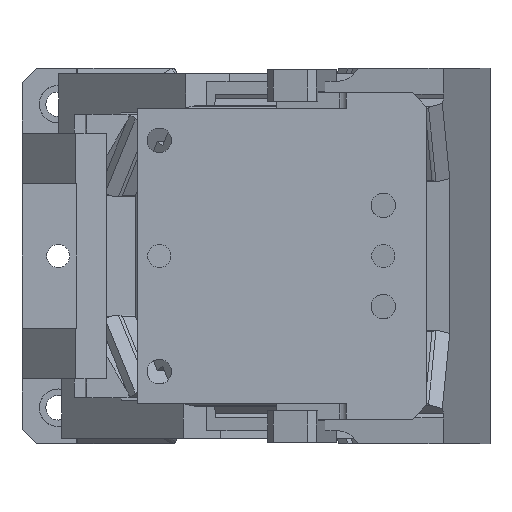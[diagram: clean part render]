
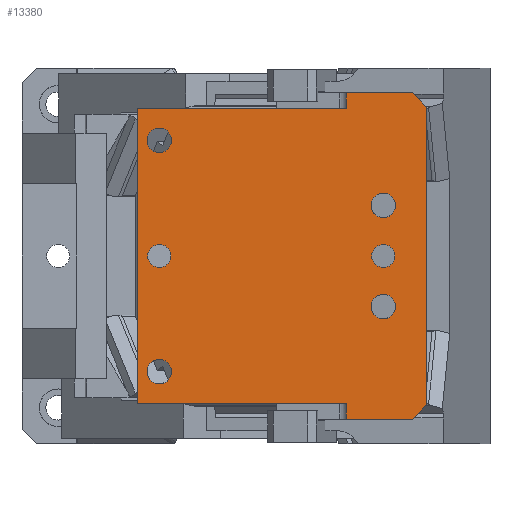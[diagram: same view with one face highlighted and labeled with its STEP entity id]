
A CAD part, front view. The second image highlights one B-rep face of the part: STEP entity #13380.
In plain terms, the highlighted planar face has unit normal (0, -1, 0).
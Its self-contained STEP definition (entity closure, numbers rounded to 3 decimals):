
#12379=CARTESIAN_POINT('Vertex',(-240.,-120.,-102.)) ;
#12414=CARTESIAN_POINT('Vertex',(-95.502,-120.,-102.)) ;
#12417=CARTESIAN_POINT('Line Origine',(-167.751,-120.,-102.)) ;
#12466=CARTESIAN_POINT('Vertex',(-50.,-120.,-113.)) ;
#12469=CARTESIAN_POINT('Line Origine',(-72.751,-120.,-113.)) ;
#12473=CARTESIAN_POINT('Vertex',(-95.502,-120.,-113.)) ;
#12530=CARTESIAN_POINT('Vertex',(-40.,-120.,-103.)) ;
#12533=CARTESIAN_POINT('Line Origine',(-45.,-120.,-108.)) ;
#12563=CARTESIAN_POINT('Vertex',(-40.,-120.,103.)) ;
#12566=CARTESIAN_POINT('Line Origine',(-40.,-120.,0.)) ;
#12710=CARTESIAN_POINT('Line Origine',(-240.,-120.,0.)) ;
#12714=CARTESIAN_POINT('Vertex',(-240.,-120.,102.)) ;
#13217=CARTESIAN_POINT('Line Origine',(-95.502,-120.,-107.5)) ;
#13229=CARTESIAN_POINT('Axis2P3D Location',(-240.,-120.,113.)) ;
#13234=CARTESIAN_POINT('Line Origine',(-45.,-120.,108.)) ;
#13238=CARTESIAN_POINT('Vertex',(-50.,-120.,113.)) ;
#13241=CARTESIAN_POINT('Line Origine',(-72.751,-120.,113.)) ;
#13245=CARTESIAN_POINT('Vertex',(-95.502,-120.,113.)) ;
#13248=CARTESIAN_POINT('Line Origine',(-95.502,-120.,107.5)) ;
#13252=CARTESIAN_POINT('Vertex',(-95.502,-120.,102.)) ;
#13255=CARTESIAN_POINT('Line Origine',(-167.751,-120.,102.)) ;
#13272=CARTESIAN_POINT('Axis2P3D Location',(-225.,-120.,0.)) ;
#13276=CARTESIAN_POINT('Vertex',(-225.,-120.,-8.)) ;
#13278=CARTESIAN_POINT('Vertex',(-225.,-120.,8.)) ;
#13281=CARTESIAN_POINT('Axis2P3D Location',(-225.,-120.,0.)) ;
#13290=CARTESIAN_POINT('Axis2P3D Location',(-70.,-120.,0.)) ;
#13294=CARTESIAN_POINT('Vertex',(-70.,-120.,-8.)) ;
#13296=CARTESIAN_POINT('Vertex',(-70.,-120.,8.)) ;
#13299=CARTESIAN_POINT('Axis2P3D Location',(-70.,-120.,0.)) ;
#13308=CARTESIAN_POINT('Axis2P3D Location',(-225.,-120.,-80.)) ;
#13312=CARTESIAN_POINT('Vertex',(-225.,-120.,-71.5)) ;
#13314=CARTESIAN_POINT('Vertex',(-225.,-120.,-88.5)) ;
#13317=CARTESIAN_POINT('Axis2P3D Location',(-225.,-120.,-80.)) ;
#13326=CARTESIAN_POINT('Axis2P3D Location',(-225.,-120.,80.)) ;
#13330=CARTESIAN_POINT('Vertex',(-225.,-120.,88.5)) ;
#13332=CARTESIAN_POINT('Vertex',(-225.,-120.,71.5)) ;
#13335=CARTESIAN_POINT('Axis2P3D Location',(-225.,-120.,80.)) ;
#13344=CARTESIAN_POINT('Axis2P3D Location',(-70.,-120.,-35.)) ;
#13348=CARTESIAN_POINT('Vertex',(-70.,-120.,-26.5)) ;
#13350=CARTESIAN_POINT('Vertex',(-70.,-120.,-43.5)) ;
#13353=CARTESIAN_POINT('Axis2P3D Location',(-70.,-120.,-35.)) ;
#13362=CARTESIAN_POINT('Axis2P3D Location',(-70.,-120.,35.)) ;
#13366=CARTESIAN_POINT('Vertex',(-70.,-120.,43.5)) ;
#13368=CARTESIAN_POINT('Vertex',(-70.,-120.,26.5)) ;
#13371=CARTESIAN_POINT('Axis2P3D Location',(-70.,-120.,35.)) ;
#12418=DIRECTION('Vector Direction',(-1.,0.,0.)) ;
#12470=DIRECTION('Vector Direction',(1.,0.,0.)) ;
#12534=DIRECTION('Vector Direction',(0.707,0.,0.707)) ;
#12567=DIRECTION('Vector Direction',(0.,0.,-1.)) ;
#12711=DIRECTION('Vector Direction',(0.,0.,-1.)) ;
#13218=DIRECTION('Vector Direction',(0.,0.,-1.)) ;
#13230=DIRECTION('Axis2P3D Direction',(0.,1.,0.)) ;
#13231=DIRECTION('Axis2P3D XDirection',(0.,0.,1.)) ;
#13235=DIRECTION('Vector Direction',(-0.707,0.,0.707)) ;
#13242=DIRECTION('Vector Direction',(1.,0.,0.)) ;
#13249=DIRECTION('Vector Direction',(0.,0.,1.)) ;
#13256=DIRECTION('Vector Direction',(1.,0.,0.)) ;
#13273=DIRECTION('Axis2P3D Direction',(0.,1.,0.)) ;
#13282=DIRECTION('Axis2P3D Direction',(0.,1.,0.)) ;
#13291=DIRECTION('Axis2P3D Direction',(0.,1.,0.)) ;
#13300=DIRECTION('Axis2P3D Direction',(0.,1.,0.)) ;
#13309=DIRECTION('Axis2P3D Direction',(0.,1.,0.)) ;
#13318=DIRECTION('Axis2P3D Direction',(0.,1.,0.)) ;
#13327=DIRECTION('Axis2P3D Direction',(0.,1.,0.)) ;
#13336=DIRECTION('Axis2P3D Direction',(0.,1.,0.)) ;
#13345=DIRECTION('Axis2P3D Direction',(0.,1.,0.)) ;
#13354=DIRECTION('Axis2P3D Direction',(0.,1.,0.)) ;
#13363=DIRECTION('Axis2P3D Direction',(0.,1.,0.)) ;
#13372=DIRECTION('Axis2P3D Direction',(0.,1.,0.)) ;
#13232=AXIS2_PLACEMENT_3D('Plane Axis2P3D',#13229,#13230,#13231) ;
#13274=AXIS2_PLACEMENT_3D('Circle Axis2P3D',#13272,#13273,$) ;
#13283=AXIS2_PLACEMENT_3D('Circle Axis2P3D',#13281,#13282,$) ;
#13292=AXIS2_PLACEMENT_3D('Circle Axis2P3D',#13290,#13291,$) ;
#13301=AXIS2_PLACEMENT_3D('Circle Axis2P3D',#13299,#13300,$) ;
#13310=AXIS2_PLACEMENT_3D('Circle Axis2P3D',#13308,#13309,$) ;
#13319=AXIS2_PLACEMENT_3D('Circle Axis2P3D',#13317,#13318,$) ;
#13328=AXIS2_PLACEMENT_3D('Circle Axis2P3D',#13326,#13327,$) ;
#13337=AXIS2_PLACEMENT_3D('Circle Axis2P3D',#13335,#13336,$) ;
#13346=AXIS2_PLACEMENT_3D('Circle Axis2P3D',#13344,#13345,$) ;
#13355=AXIS2_PLACEMENT_3D('Circle Axis2P3D',#13353,#13354,$) ;
#13364=AXIS2_PLACEMENT_3D('Circle Axis2P3D',#13362,#13363,$) ;
#13373=AXIS2_PLACEMENT_3D('Circle Axis2P3D',#13371,#13372,$) ;
#13261=ORIENTED_EDGE('',*,*,#12570,.F.) ;
#13262=ORIENTED_EDGE('',*,*,#13240,.T.) ;
#13263=ORIENTED_EDGE('',*,*,#13247,.F.) ;
#13264=ORIENTED_EDGE('',*,*,#13254,.F.) ;
#13265=ORIENTED_EDGE('',*,*,#13259,.F.) ;
#13266=ORIENTED_EDGE('',*,*,#12716,.T.) ;
#13267=ORIENTED_EDGE('',*,*,#12421,.F.) ;
#13268=ORIENTED_EDGE('',*,*,#13221,.T.) ;
#13269=ORIENTED_EDGE('',*,*,#12475,.T.) ;
#13270=ORIENTED_EDGE('',*,*,#12537,.T.) ;
#13287=ORIENTED_EDGE('',*,*,#13280,.T.) ;
#13288=ORIENTED_EDGE('',*,*,#13285,.T.) ;
#13305=ORIENTED_EDGE('',*,*,#13298,.T.) ;
#13306=ORIENTED_EDGE('',*,*,#13303,.T.) ;
#13323=ORIENTED_EDGE('',*,*,#13316,.T.) ;
#13324=ORIENTED_EDGE('',*,*,#13321,.T.) ;
#13341=ORIENTED_EDGE('',*,*,#13334,.T.) ;
#13342=ORIENTED_EDGE('',*,*,#13339,.T.) ;
#13359=ORIENTED_EDGE('',*,*,#13352,.T.) ;
#13360=ORIENTED_EDGE('',*,*,#13357,.T.) ;
#13377=ORIENTED_EDGE('',*,*,#13370,.T.) ;
#13378=ORIENTED_EDGE('',*,*,#13375,.T.) ;
#13289=FACE_BOUND('',#13286,.T.) ;
#13307=FACE_BOUND('',#13304,.T.) ;
#13325=FACE_BOUND('',#13322,.T.) ;
#13343=FACE_BOUND('',#13340,.T.) ;
#13361=FACE_BOUND('',#13358,.T.) ;
#13379=FACE_BOUND('',#13376,.T.) ;
#12419=VECTOR('Line Direction',#12418,1.) ;
#12471=VECTOR('Line Direction',#12470,1.) ;
#12535=VECTOR('Line Direction',#12534,1.) ;
#12568=VECTOR('Line Direction',#12567,1.) ;
#12712=VECTOR('Line Direction',#12711,1.) ;
#13219=VECTOR('Line Direction',#13218,1.) ;
#13236=VECTOR('Line Direction',#13235,1.) ;
#13243=VECTOR('Line Direction',#13242,1.) ;
#13250=VECTOR('Line Direction',#13249,1.) ;
#13257=VECTOR('Line Direction',#13256,1.) ;
#13380=ADVANCED_FACE('CAM DRIVER',(#13271,#13289,#13307,#13325,#13343,#13361,#13379),#13233,.F.) ;
#13275=CIRCLE('generated circle',#13274,8.) ;
#13284=CIRCLE('generated circle',#13283,8.) ;
#13293=CIRCLE('generated circle',#13292,8.) ;
#13302=CIRCLE('generated circle',#13301,8.) ;
#13311=CIRCLE('generated circle',#13310,8.5) ;
#13320=CIRCLE('generated circle',#13319,8.5) ;
#13329=CIRCLE('generated circle',#13328,8.5) ;
#13338=CIRCLE('generated circle',#13337,8.5) ;
#13347=CIRCLE('generated circle',#13346,8.5) ;
#13356=CIRCLE('generated circle',#13355,8.5) ;
#13365=CIRCLE('generated circle',#13364,8.5) ;
#13374=CIRCLE('generated circle',#13373,8.5) ;
#12421=EDGE_CURVE('',#12415,#12380,#12420,.T.) ;
#12475=EDGE_CURVE('',#12474,#12467,#12472,.T.) ;
#12537=EDGE_CURVE('',#12467,#12531,#12536,.T.) ;
#12570=EDGE_CURVE('',#12564,#12531,#12569,.T.) ;
#12716=EDGE_CURVE('',#12715,#12380,#12713,.T.) ;
#13221=EDGE_CURVE('',#12415,#12474,#13220,.T.) ;
#13240=EDGE_CURVE('',#12564,#13239,#13237,.T.) ;
#13247=EDGE_CURVE('',#13246,#13239,#13244,.T.) ;
#13254=EDGE_CURVE('',#13253,#13246,#13251,.T.) ;
#13259=EDGE_CURVE('',#12715,#13253,#13258,.T.) ;
#13280=EDGE_CURVE('',#13277,#13279,#13275,.T.) ;
#13285=EDGE_CURVE('',#13279,#13277,#13284,.T.) ;
#13298=EDGE_CURVE('',#13295,#13297,#13293,.T.) ;
#13303=EDGE_CURVE('',#13297,#13295,#13302,.T.) ;
#13316=EDGE_CURVE('',#13313,#13315,#13311,.T.) ;
#13321=EDGE_CURVE('',#13315,#13313,#13320,.T.) ;
#13334=EDGE_CURVE('',#13331,#13333,#13329,.T.) ;
#13339=EDGE_CURVE('',#13333,#13331,#13338,.T.) ;
#13352=EDGE_CURVE('',#13349,#13351,#13347,.T.) ;
#13357=EDGE_CURVE('',#13351,#13349,#13356,.T.) ;
#13370=EDGE_CURVE('',#13367,#13369,#13365,.T.) ;
#13375=EDGE_CURVE('',#13369,#13367,#13374,.T.) ;
#13260=EDGE_LOOP('',(#13261,#13262,#13263,#13264,#13265,#13266,#13267,#13268,#13269,#13270)) ;
#13286=EDGE_LOOP('',(#13287,#13288)) ;
#13304=EDGE_LOOP('',(#13305,#13306)) ;
#13322=EDGE_LOOP('',(#13323,#13324)) ;
#13340=EDGE_LOOP('',(#13341,#13342)) ;
#13358=EDGE_LOOP('',(#13359,#13360)) ;
#13376=EDGE_LOOP('',(#13377,#13378)) ;
#13271=FACE_OUTER_BOUND('',#13260,.T.) ;
#12420=LINE('Line',#12417,#12419) ;
#12472=LINE('Line',#12469,#12471) ;
#12536=LINE('Line',#12533,#12535) ;
#12569=LINE('Line',#12566,#12568) ;
#12713=LINE('Line',#12710,#12712) ;
#13220=LINE('Line',#13217,#13219) ;
#13237=LINE('Line',#13234,#13236) ;
#13244=LINE('Line',#13241,#13243) ;
#13251=LINE('Line',#13248,#13250) ;
#13258=LINE('Line',#13255,#13257) ;
#13233=PLANE('Plane',#13232) ;
#12380=VERTEX_POINT('',#12379) ;
#12415=VERTEX_POINT('',#12414) ;
#12467=VERTEX_POINT('',#12466) ;
#12474=VERTEX_POINT('',#12473) ;
#12531=VERTEX_POINT('',#12530) ;
#12564=VERTEX_POINT('',#12563) ;
#12715=VERTEX_POINT('',#12714) ;
#13239=VERTEX_POINT('',#13238) ;
#13246=VERTEX_POINT('',#13245) ;
#13253=VERTEX_POINT('',#13252) ;
#13277=VERTEX_POINT('',#13276) ;
#13279=VERTEX_POINT('',#13278) ;
#13295=VERTEX_POINT('',#13294) ;
#13297=VERTEX_POINT('',#13296) ;
#13313=VERTEX_POINT('',#13312) ;
#13315=VERTEX_POINT('',#13314) ;
#13331=VERTEX_POINT('',#13330) ;
#13333=VERTEX_POINT('',#13332) ;
#13349=VERTEX_POINT('',#13348) ;
#13351=VERTEX_POINT('',#13350) ;
#13367=VERTEX_POINT('',#13366) ;
#13369=VERTEX_POINT('',#13368) ;
